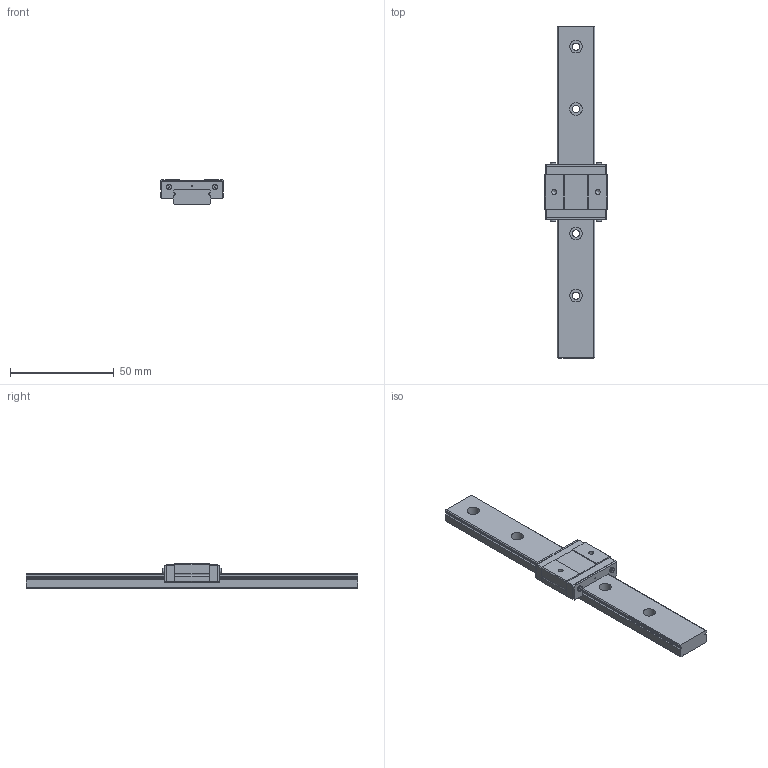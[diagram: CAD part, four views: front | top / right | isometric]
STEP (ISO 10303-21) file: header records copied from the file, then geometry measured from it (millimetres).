
FILE_DESCRIPTION( ( 'Unknown' ), '1' );
FILE_NAME( 'MB9CUU1-160L10_10.step', 'Unknown', ( 'Unknown' ), ( 'Unknown' ), 'PSStep 15.0.49', 'Unknown', ' ' );
FILE_SCHEMA( ( 'AUTOMOTIVE_DESIGN { 1 0 10303 214 1 1 1 1 }' ) );
Length unit declared in the file: millimetre
Products named in the file (3): Assem1; MB 9_RAIL; MB 9C_BLOCK
Assembly tree (2 placements, depth 2):
  Assem1
    MB 9_RAIL
    MB 9C_BLOCK
Bounding box: 30 x 160 x 12 mm (x, y, z)
Volume: 23968.8 mm3; surface area: 11795.5 mm2
Topology: 2 solids, 2 shells, 177 faces, 476 edges, 318 vertices
Faces by surface type: plane 139, cylinder 36, cone 2
Full cylindrical faces by diameter (mm): 0.5 x2, 2.459 x2, 2.6 x4, 3.5 x5, 6 x5
Entity records: 6842 total; most frequent: CARTESIAN_POINT 944, ORIENTED_EDGE 900, DIRECTION 882, EDGE_CURVE 450, LINE 378, VECTOR 378, VERTEX_POINT 314, AXIS2_PLACEMENT_3D 252
